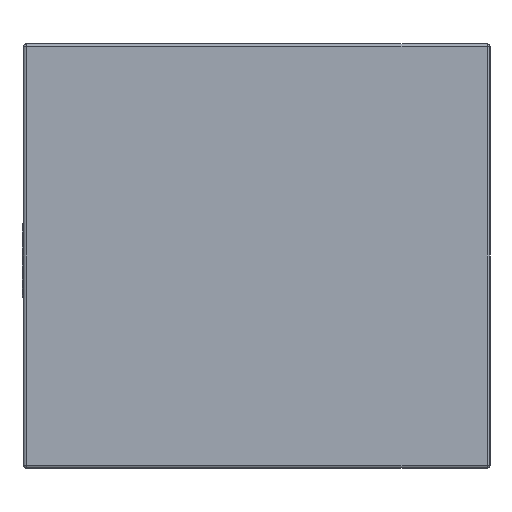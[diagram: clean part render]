
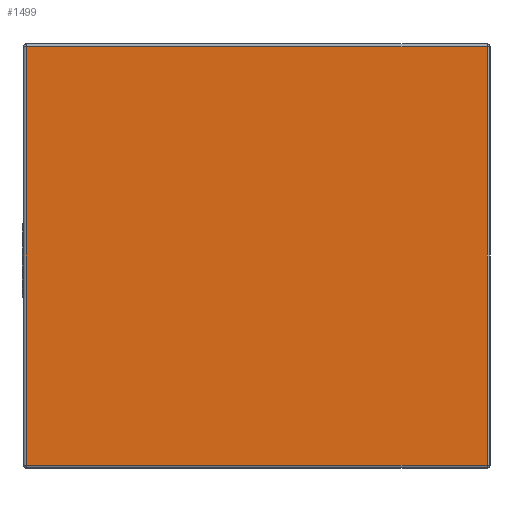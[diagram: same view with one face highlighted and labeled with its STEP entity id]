
A CAD part, left-side view. The second image highlights one B-rep face of the part: STEP entity #1499.
In plain terms, the highlighted planar face has unit normal (-1, 0, 0).
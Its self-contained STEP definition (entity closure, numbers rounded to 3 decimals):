
#133 = DIRECTION ( 'NONE',  ( 1., 0., 0. ) ) ;
#247 = VERTEX_POINT ( 'NONE', #4292 ) ;
#262 = EDGE_CURVE ( 'NONE', #2115, #247, #1486, .T. ) ;
#439 = CARTESIAN_POINT ( 'NONE',  ( -0.3, 0.33, 0. ) ) ;
#473 = EDGE_CURVE ( 'NONE', #2400, #4555, #1788, .T. ) ;
#782 = DIRECTION ( 'NONE',  ( 0., 1., 0. ) ) ;
#1112 = AXIS2_PLACEMENT_3D ( 'NONE', #439, #133, #4952 ) ;
#1458 = CARTESIAN_POINT ( 'NONE',  ( -0.3, 0.002, 0. ) ) ;
#1486 = LINE ( 'NONE', #1458, #3979 ) ;
#1499 = ADVANCED_FACE ( 'NONE', ( #4099 ), #2178, .F. ) ;
#1618 = CARTESIAN_POINT ( 'NONE',  ( -0.3, 0.33, 0.148 ) ) ;
#1788 = LINE ( 'NONE', #3788, #4570 ) ;
#1906 = DIRECTION ( 'NONE',  ( 0., 0., 1. ) ) ;
#1907 = LINE ( 'NONE', #2626, #3149 ) ;
#2115 = VERTEX_POINT ( 'NONE', #2505 ) ;
#2178 = PLANE ( 'NONE',  #1112 ) ;
#2197 = VECTOR ( 'NONE', #782, 1000. ) ;
#2221 = ORIENTED_EDGE ( 'NONE', *, *, #3350, .T. ) ;
#2400 = VERTEX_POINT ( 'NONE', #3001 ) ;
#2505 = CARTESIAN_POINT ( 'NONE',  ( -0.3, 0.002, -0.148 ) ) ;
#2626 = CARTESIAN_POINT ( 'NONE',  ( -0.3, 0., -0.148 ) ) ;
#3001 = CARTESIAN_POINT ( 'NONE',  ( -0.3, 0.328, 0.148 ) ) ;
#3149 = VECTOR ( 'NONE', #4640, 1000. ) ;
#3324 = DIRECTION ( 'NONE',  ( 0., 0., -1. ) ) ;
#3350 = EDGE_CURVE ( 'NONE', #247, #2400, #3698, .T. ) ;
#3698 = LINE ( 'NONE', #1618, #2197 ) ;
#3788 = CARTESIAN_POINT ( 'NONE',  ( -0.3, 0.328, -0.15 ) ) ;
#3794 = ORIENTED_EDGE ( 'NONE', *, *, #5081, .T. ) ;
#3979 = VECTOR ( 'NONE', #1906, 1000. ) ;
#4099 = FACE_OUTER_BOUND ( 'NONE', #4733, .T. ) ;
#4292 = CARTESIAN_POINT ( 'NONE',  ( -0.3, 0.002, 0.148 ) ) ;
#4508 = ORIENTED_EDGE ( 'NONE', *, *, #262, .T. ) ;
#4555 = VERTEX_POINT ( 'NONE', #4584 ) ;
#4570 = VECTOR ( 'NONE', #3324, 1000. ) ;
#4584 = CARTESIAN_POINT ( 'NONE',  ( -0.3, 0.328, -0.148 ) ) ;
#4631 = ORIENTED_EDGE ( 'NONE', *, *, #473, .T. ) ;
#4640 = DIRECTION ( 'NONE',  ( 0., -1., 0. ) ) ;
#4733 = EDGE_LOOP ( 'NONE', ( #4631, #3794, #4508, #2221 ) ) ;
#4952 = DIRECTION ( 'NONE',  ( 0., 0., -1. ) ) ;
#5081 = EDGE_CURVE ( 'NONE', #4555, #2115, #1907, .T. ) ;
